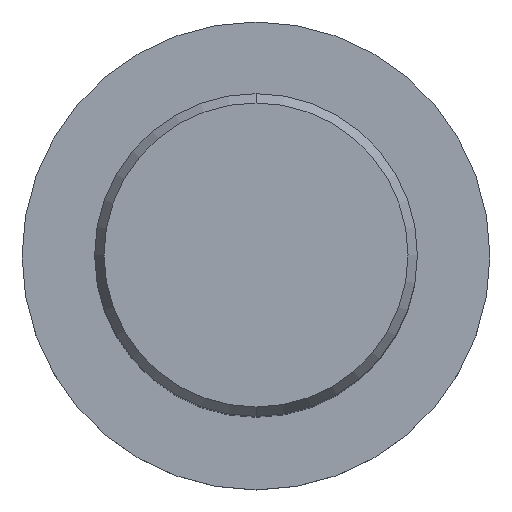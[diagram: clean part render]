
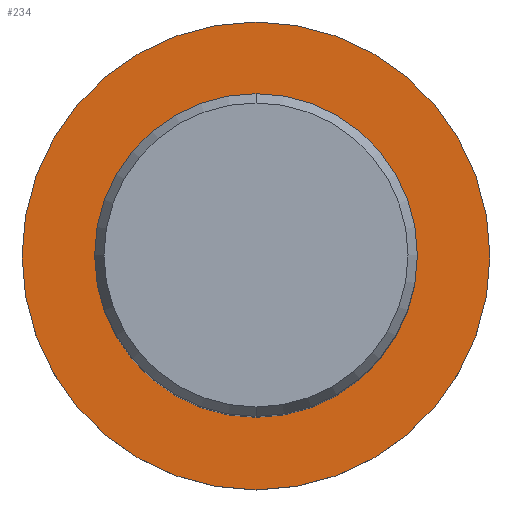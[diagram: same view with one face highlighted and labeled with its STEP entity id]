
A CAD part, top view. The second image highlights one B-rep face of the part: STEP entity #234.
In plain terms, the highlighted planar face has unit normal (0, 0, 1).
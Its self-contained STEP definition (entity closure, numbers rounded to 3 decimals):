
#218=VERTEX_POINT('',#558);
#234=ADVANCED_FACE('',(#575,#576),#577,.T.);
#284=VERTEX_POINT('',#629);
#286=EDGE_CURVE('',#218,#328,#631,.T.);
#328=VERTEX_POINT('',#678);
#396=EDGE_CURVE('',#416,#284,#748,.T.);
#400=EDGE_CURVE('',#328,#218,#753,.T.);
#416=VERTEX_POINT('',#771);
#434=EDGE_CURVE('',#284,#416,#790,.T.);
#558=CARTESIAN_POINT('',(0.,-29.0,-70.0));
#575=FACE_BOUND('',#969,.T.);
#576=FACE_OUTER_BOUND('',#970,.T.);
#577=PLANE('',#971);
#629=CARTESIAN_POINT('',(0.0,20.0,-70.0));
#631=CIRCLE('',#1121,29.0);
#678=CARTESIAN_POINT('',(0.0,29.0,-70.0));
#748=CIRCLE('',#1366,20.0);
#753=CIRCLE('',#1372,29.0);
#771=CARTESIAN_POINT('',(0.,-20.0,-70.0));
#790=CIRCLE('',#1462,20.0);
#969=EDGE_LOOP('',(#1681,#1682));
#970=EDGE_LOOP('',(#1683,#1684));
#971=AXIS2_PLACEMENT_3D('',#1685,#1686,#1687);
#1121=AXIS2_PLACEMENT_3D('',#1733,#1734,#1735);
#1366=AXIS2_PLACEMENT_3D('',#1838,#1839,#1840);
#1372=AXIS2_PLACEMENT_3D('',#1848,#1849,#1850);
#1462=AXIS2_PLACEMENT_3D('',#1903,#1904,#1905);
#1681=ORIENTED_EDGE('',*,*,#434,.T.);
#1682=ORIENTED_EDGE('',*,*,#396,.T.);
#1683=ORIENTED_EDGE('',*,*,#400,.F.);
#1684=ORIENTED_EDGE('',*,*,#286,.F.);
#1685=CARTESIAN_POINT('',(0.0,14.5,-70.0));
#1686=DIRECTION('',(-0.0,0.0,1.0));
#1687=DIRECTION('',(0.0,-1.0,0.0));
#1733=CARTESIAN_POINT('',(0.0,0.0,-70.0));
#1734=DIRECTION('',(0.0,0.0,-1.0));
#1735=DIRECTION('',(0.0,1.0,0.0));
#1838=CARTESIAN_POINT('',(0.0,0.0,-70.0));
#1839=DIRECTION('',(-0.0,0.0,-1.0));
#1840=DIRECTION('',(0.0,1.0,0.0));
#1848=CARTESIAN_POINT('',(0.0,0.0,-70.0));
#1849=DIRECTION('',(0.0,0.0,-1.0));
#1850=DIRECTION('',(0.0,1.0,0.0));
#1903=CARTESIAN_POINT('',(0.0,0.0,-70.0));
#1904=DIRECTION('',(-0.0,0.0,-1.0));
#1905=DIRECTION('',(0.0,1.0,0.0));
